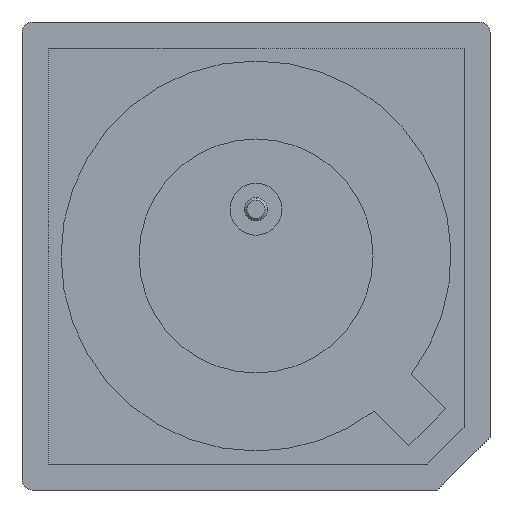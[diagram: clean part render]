
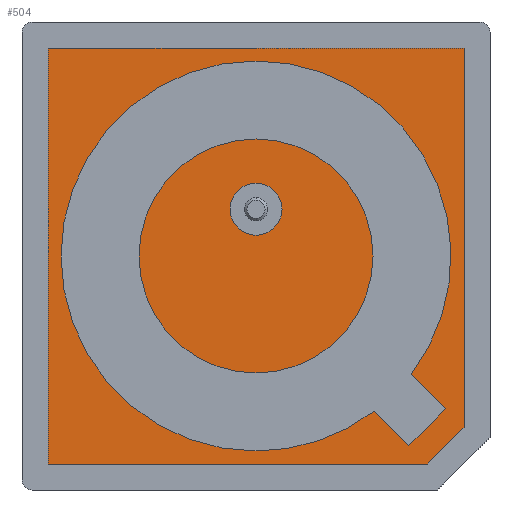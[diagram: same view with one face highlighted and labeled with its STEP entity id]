
A CAD part, front view. The second image highlights one B-rep face of the part: STEP entity #504.
In plain terms, the highlighted planar face has unit normal (0, -1, 0).
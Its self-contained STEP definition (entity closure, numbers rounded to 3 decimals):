
#67 = LINE ( 'NONE', #1320, #816 ) ;
#82 = VECTOR ( 'NONE', #220, 1000. ) ;
#87 = LINE ( 'NONE', #1959, #826 ) ;
#89 = LINE ( 'NONE', #1574, #82 ) ;
#154 = DIRECTION ( 'NONE',  ( 0., 0., 1. ) ) ;
#220 = DIRECTION ( 'NONE',  ( 0., 0., -1. ) ) ;
#407 = VERTEX_POINT ( 'NONE', #1709 ) ;
#431 = ORIENTED_EDGE ( 'NONE', *, *, #981, .T. ) ;
#433 = CARTESIAN_POINT ( 'NONE',  ( -8., 0.1, 8. ) ) ;
#500 = CARTESIAN_POINT ( 'NONE',  ( 6.586, 0.1, -8. ) ) ;
#501 = DIRECTION ( 'NONE',  ( 0., 1., 0. ) ) ;
#504 = ADVANCED_FACE ( 'NONE', ( #1352 ), #1909, .F. ) ;
#508 = ORIENTED_EDGE ( 'NONE', *, *, #2056, .T. ) ;
#580 = AXIS2_PLACEMENT_3D ( 'NONE', #720, #501, #733 ) ;
#583 = LINE ( 'NONE', #500, #1291 ) ;
#630 = CARTESIAN_POINT ( 'NONE',  ( 6.586, 0.1, -8. ) ) ;
#633 = VERTEX_POINT ( 'NONE', #630 ) ;
#720 = CARTESIAN_POINT ( 'NONE',  ( 0., 0.1, 0. ) ) ;
#733 = DIRECTION ( 'NONE',  ( 0., 0., 1. ) ) ;
#816 = VECTOR ( 'NONE', #154, 1000. ) ;
#826 = VECTOR ( 'NONE', #1588, 1000. ) ;
#979 = ORIENTED_EDGE ( 'NONE', *, *, #1023, .T. ) ;
#981 = EDGE_CURVE ( 'NONE', #407, #1527, #87, .T. ) ;
#1023 = EDGE_CURVE ( 'NONE', #1527, #1992, #89, .T. ) ;
#1092 = EDGE_CURVE ( 'NONE', #1359, #407, #67, .T. ) ;
#1200 = ORIENTED_EDGE ( 'NONE', *, *, #1092, .T. ) ;
#1264 = ORIENTED_EDGE ( 'NONE', *, *, #1581, .T. ) ;
#1291 = VECTOR ( 'NONE', #1397, 1000. ) ;
#1320 = CARTESIAN_POINT ( 'NONE',  ( 8., 0.1, -6.586 ) ) ;
#1345 = VECTOR ( 'NONE', #1826, 1000. ) ;
#1352 = FACE_OUTER_BOUND ( 'NONE', #2132, .T. ) ;
#1359 = VERTEX_POINT ( 'NONE', #1935 ) ;
#1397 = DIRECTION ( 'NONE',  ( 1., 0., 0. ) ) ;
#1419 = LINE ( 'NONE', #1591, #1345 ) ;
#1527 = VERTEX_POINT ( 'NONE', #433 ) ;
#1574 = CARTESIAN_POINT ( 'NONE',  ( -8., 0.1, -8. ) ) ;
#1581 = EDGE_CURVE ( 'NONE', #1992, #633, #583, .T. ) ;
#1588 = DIRECTION ( 'NONE',  ( -1., 0., 0. ) ) ;
#1591 = CARTESIAN_POINT ( 'NONE',  ( 6.586, 0.1, -8. ) ) ;
#1709 = CARTESIAN_POINT ( 'NONE',  ( 8., 0.1, 8. ) ) ;
#1767 = CARTESIAN_POINT ( 'NONE',  ( -8., 0.1, -8. ) ) ;
#1826 = DIRECTION ( 'NONE',  ( 0.707, 0., 0.707 ) ) ;
#1909 = PLANE ( 'NONE',  #580 ) ;
#1935 = CARTESIAN_POINT ( 'NONE',  ( 8., 0.1, -6.586 ) ) ;
#1959 = CARTESIAN_POINT ( 'NONE',  ( -8., 0.1, 8. ) ) ;
#1992 = VERTEX_POINT ( 'NONE', #1767 ) ;
#2056 = EDGE_CURVE ( 'NONE', #633, #1359, #1419, .T. ) ;
#2132 = EDGE_LOOP ( 'NONE', ( #1200, #431, #979, #1264, #508 ) ) ;
